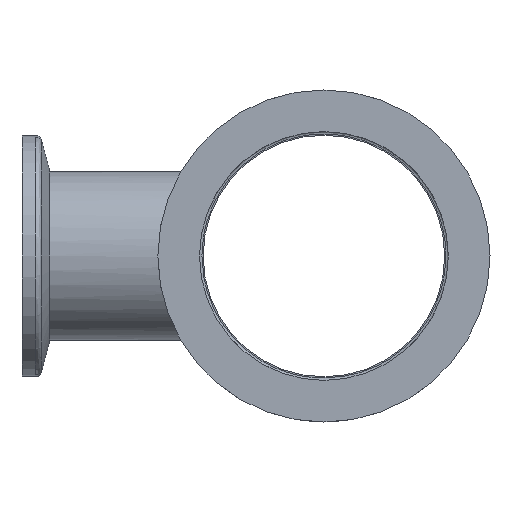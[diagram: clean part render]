
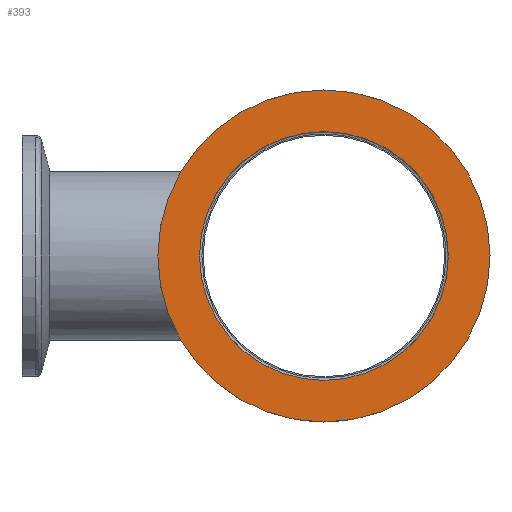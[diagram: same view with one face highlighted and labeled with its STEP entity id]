
A CAD part, left-side view. The second image highlights one B-rep face of the part: STEP entity #393.
In plain terms, the highlighted face is planar.
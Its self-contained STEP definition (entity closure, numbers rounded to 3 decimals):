
#347 = VERTEX_POINT ( 'NONE', #769 ) ;
#393 = ADVANCED_FACE ( 'NONE', ( #2139, #1400 ), #2703, .T. ) ;
#419 = AXIS2_PLACEMENT_3D ( 'NONE', #2959, #1445, #427 ) ;
#427 = DIRECTION ( 'NONE',  ( 0., 0., 1. ) ) ;
#428 = DIRECTION ( 'NONE',  ( 0., -1., 0. ) ) ;
#649 = CARTESIAN_POINT ( 'NONE',  ( 0., 4.3, 0. ) ) ;
#658 = DIRECTION ( 'NONE',  ( 0., 1., 0. ) ) ;
#754 = CARTESIAN_POINT ( 'NONE',  ( 0., 4.3, -27.5 ) ) ;
#769 = CARTESIAN_POINT ( 'NONE',  ( 0., 4.3, -20.6 ) ) ;
#775 = CIRCLE ( 'NONE', #2629, 27.5 ) ;
#861 = CIRCLE ( 'NONE', #2173, 20.6 ) ;
#893 = CARTESIAN_POINT ( 'NONE',  ( 0., 4.3, 0. ) ) ;
#1400 = FACE_OUTER_BOUND ( 'NONE', #3212, .T. ) ;
#1445 = DIRECTION ( 'NONE',  ( 0., 1., 0. ) ) ;
#1544 = EDGE_CURVE ( 'NONE', #2128, #2128, #775, .T. ) ;
#1659 = EDGE_CURVE ( 'NONE', #347, #347, #861, .T. ) ;
#1924 = DIRECTION ( 'NONE',  ( 0., 0., -1. ) ) ;
#1975 = ORIENTED_EDGE ( 'NONE', *, *, #1544, .T. ) ;
#2128 = VERTEX_POINT ( 'NONE', #754 ) ;
#2139 = FACE_BOUND ( 'NONE', #2534, .T. ) ;
#2173 = AXIS2_PLACEMENT_3D ( 'NONE', #649, #428, #1924 ) ;
#2534 = EDGE_LOOP ( 'NONE', ( #3138 ) ) ;
#2629 = AXIS2_PLACEMENT_3D ( 'NONE', #893, #658, #3177 ) ;
#2703 = PLANE ( 'NONE',  #419 ) ;
#2959 = CARTESIAN_POINT ( 'NONE',  ( 27.5, 4.3, 0. ) ) ;
#3138 = ORIENTED_EDGE ( 'NONE', *, *, #1659, .T. ) ;
#3177 = DIRECTION ( 'NONE',  ( 0., 0., -1. ) ) ;
#3212 = EDGE_LOOP ( 'NONE', ( #1975 ) ) ;
